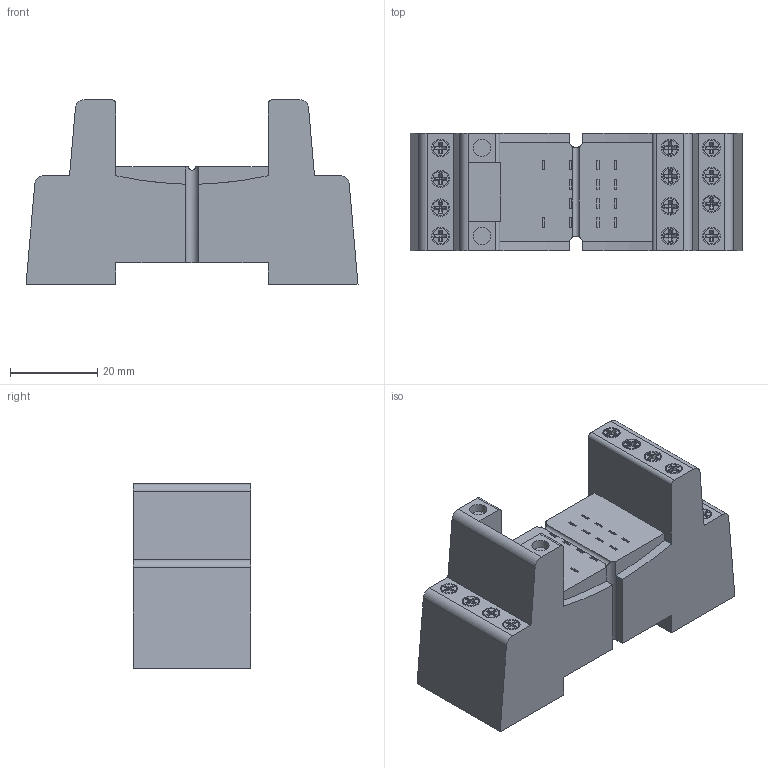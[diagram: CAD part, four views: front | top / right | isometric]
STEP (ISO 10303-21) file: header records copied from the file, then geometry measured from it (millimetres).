
FILE_DESCRIPTION((''),'2;1');
FILE_NAME('GZT4.stp','2015-07-27T09:50:04',('CAD Station'),(''),'Autodesk Inventor 2013','Autodesk Inventor 2013','');
FILE_SCHEMA(('CONFIG_CONTROL_DESIGN'));
Length unit declared in the file: millimetre
Products named in the file (1): GZT4
Bounding box: 76.3 x 27 x 42.5 mm (x, y, z)
Volume: 53770.9 mm3; surface area: 13129.7 mm2
Topology: 1 solids, 1 shells, 518 faces, 1157 edges, 693 vertices
Faces by surface type: plane 478, cylinder 40
Full cylindrical faces by diameter (mm): 3.5 x12, 4 x13, 4.127 x1
Entity records: 13779 total; most frequent: CARTESIAN_POINT 2389, ORIENTED_EDGE 2262, DIRECTION 2243, EDGE_CURVE 1131, VECTOR 1045, LINE 1045, VERTEX_POINT 693, AXIS2_PLACEMENT_3D 599
